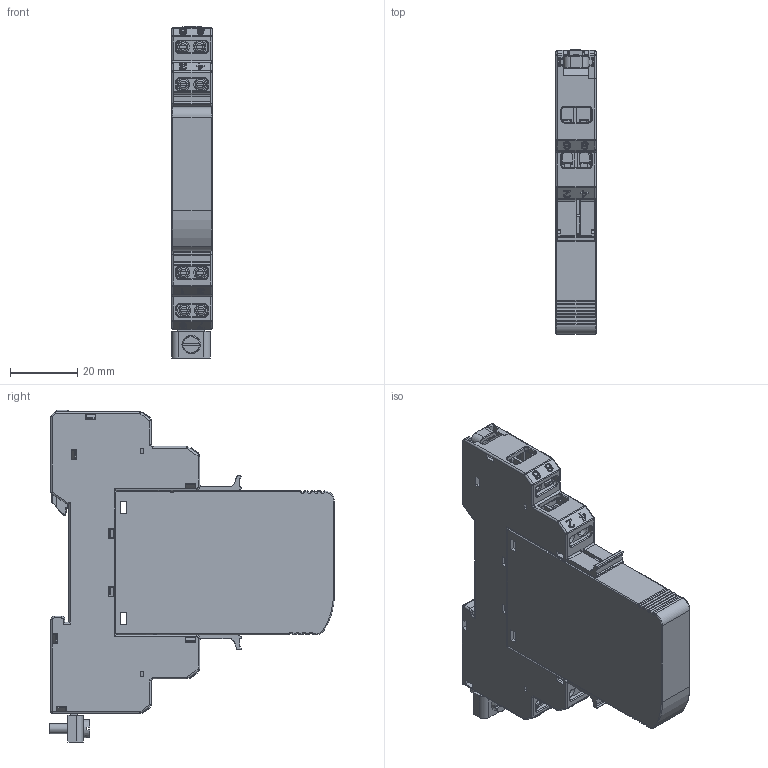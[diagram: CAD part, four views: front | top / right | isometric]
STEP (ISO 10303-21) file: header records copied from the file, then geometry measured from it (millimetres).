
FILE_DESCRIPTION((''),'2;1');
FILE_NAME('IM2_SCREW_ASSM_DVONIVOJSKI_ASM__ASM','2018-02-12T14:43:11',('rok.zunic'),('Audax d.o.o.'),'CREO PARAMETRIC BY PTC INC, 2017260','CREO PARAMETRIC BY PTC INC, 2017260','');
FILE_SCHEMA(('AP242_MANAGED_MODEL_BASED_3D_ENGINEERING_MIM_LF { 1 0 10303 442 1 1 4 }'));
Products named in the file (24): 631000045A__3_1; 631000045B1__2_1; 631000045B2__2_1; 631000045B__ASM_3_ASM_1_ASM; 63100004XC__2_1; 631000045__ASM_4_ASM_1_ASM; 631000044A__2_1; 631000044B__ASM_2_ASM_1_ASM; 631000044__ASM_2_ASM_1_ASM; 708300211__ASM_2_ASM_1_ASM; 708300210__ASM_3_ASM_1_ASM; 708000112__1_1; 708000111__2_ASM_1; 707000107__1_1; 501000007__1_1; 513000050V708300211__1_1; 708000113__ASM_3_ASM_1_ASM; EL_SESTAV_ASM_7_ASM_1_ASM; 708000131_6_1; 708000136_MODIFIED_02_09_2015_6; VZMET_1_1; 708000143_2_1; 708000134__4_1; IM2_SCREW_ASSM_DVONIVOJSKI_ASM__ASM
Assembly tree (31 placements, depth 7):
  IM2_SCREW_ASSM_DVONIVOJSKI_ASM__ASM
    EL_SESTAV_ASM_7_ASM_1_ASM
      708300210__ASM_3_ASM_1_ASM
        708300211__ASM_2_ASM_1_ASM
          631000045__ASM_4_ASM_1_ASM  x2
            631000045A__3_1
            631000045B__ASM_3_ASM_1_ASM
              631000045B1__2_1
              631000045B2__2_1
            63100004XC__2_1
          631000044__ASM_2_ASM_1_ASM  x2
            631000044A__2_1
            631000044B__ASM_2_ASM_1_ASM
              631000045B2__2_1
            63100004XC__2_1
      708000113__ASM_3_ASM_1_ASM
        708000112__1_1
        708000111__2_ASM_1
        707000107__1_1
        501000007__1_1
        513000050V708300211__1_1
    708000131_6_1
    708000136_MODIFIED_02_09_2015_6
    VZMET_1_1
    708000143_2_1
    708000134__4_1
Bounding box: 12 x 85 x 99.05 mm (x, y, z)
Volume: 23106.1 mm3; surface area: 43355 mm2
Topology: 33 solids, 33 shells, 2889 faces, 7645 edges, 4869 vertices
Faces by surface type: plane 1943, cylinder 654, bspline 120, cone 82, torus 62, sphere 28
Entity records: 78938 total; most frequent: CARTESIAN_POINT 21973, ORIENTED_EDGE 11240, DIRECTION 10659, EDGE_CURVE 5620, VECTOR 4511, LINE 4511, VERTEX_POINT 3621, AXIS2_PLACEMENT_3D 3074
